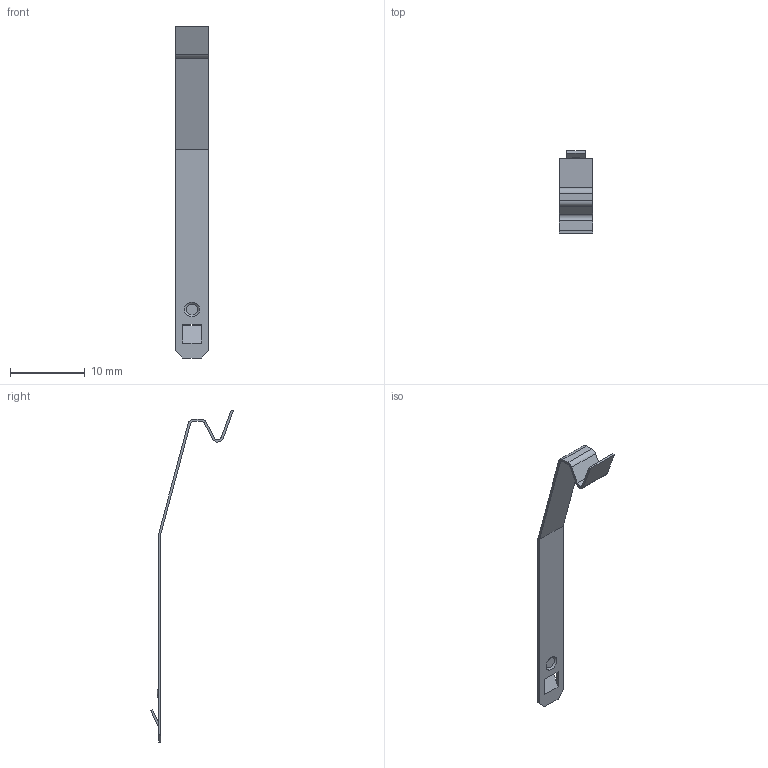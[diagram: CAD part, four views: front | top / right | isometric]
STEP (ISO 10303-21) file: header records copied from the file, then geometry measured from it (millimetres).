
FILE_DESCRIPTION(/* description */ (''),/* implementation_level */ '2;1');
FILE_NAME(/* name */ 'K-35S1.stp',/* time_stamp */ '2021-01-21T08:47:23+08:00',/* author */ (''),/* organization */ (''),/* preprocessor_version */ 'ST-DEVELOPER v11',/* originating_system */ 'SIEMENS UGS NX 6.0',/* authorisation */ '');
FILE_SCHEMA (('CONFIG_CONTROL_DESIGN'));
Length unit declared in the file: millimetre
Products named in the file (1): K-35S1
Bounding box: 4.5 x 11.11 x 44.53 mm (x, y, z)
Volume: 71.7 mm3; surface area: 518.8 mm2
Topology: 1 solids, 1 shells, 34 faces, 90 edges, 60 vertices
Faces by surface type: plane 26, cylinder 6, cone 2
Entity records: 1112 total; most frequent: CARTESIAN_POINT 179, ORIENTED_EDGE 172, DIRECTION 172, EDGE_CURVE 86, LINE 70, VECTOR 70, VERTEX_POINT 58, AXIS2_PLACEMENT_3D 51
